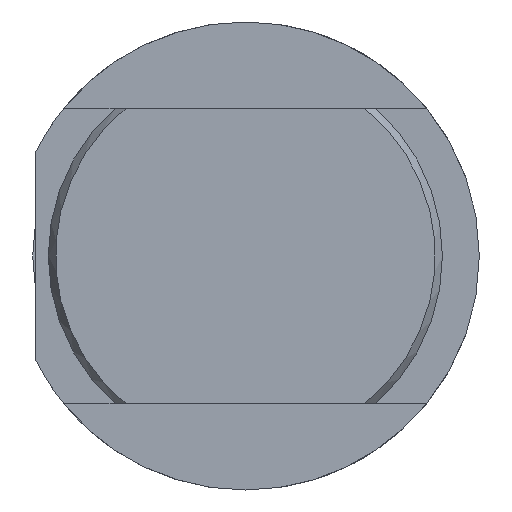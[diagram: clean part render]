
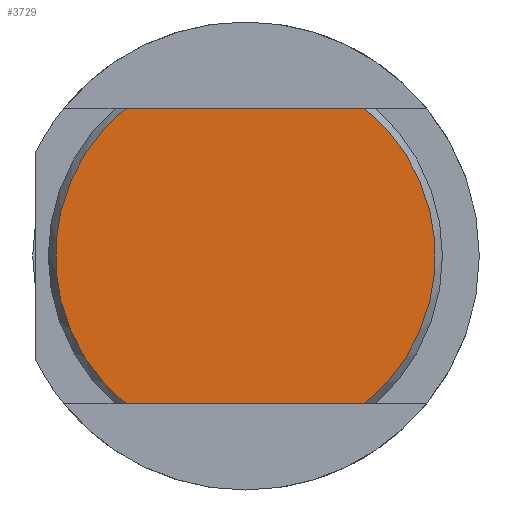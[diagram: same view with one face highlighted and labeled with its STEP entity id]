
A CAD part, left-side view. The second image highlights one B-rep face of the part: STEP entity #3729.
In plain terms, the highlighted planar face has unit normal (-1, 0, 0).
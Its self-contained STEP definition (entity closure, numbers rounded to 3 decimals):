
#272 = ORIENTED_EDGE ( 'NONE', *, *, #945, .F. ) ;
#273 = ORIENTED_EDGE ( 'NONE', *, *, #921, .T. ) ;
#274 = ORIENTED_EDGE ( 'NONE', *, *, #946, .F. ) ;
#275 = ORIENTED_EDGE ( 'NONE', *, *, #950, .T. ) ;
#921 = EDGE_CURVE ( 'NONE', #3449, #3443, #2296, .T. ) ;
#945 = EDGE_CURVE ( 'NONE', #3475, #3443, #2302, .T. ) ;
#946 = EDGE_CURVE ( 'NONE', #3449, #3551, #2285, .T. ) ;
#950 = EDGE_CURVE ( 'NONE', #3475, #3551, #2280, .T. ) ;
#1073 = AXIS2_PLACEMENT_3D ( 'NONE', #3037, #3320, #3321 ) ;
#1086 = AXIS2_PLACEMENT_3D ( 'NONE', #1302, #1307, #1308 ) ;
#1200 = AXIS2_PLACEMENT_3D ( 'NONE', #1919, #1922, #1923 ) ;
#1291 = CARTESIAN_POINT ( 'NONE',  ( 0., 7.365, -6. ) ) ;
#1292 = DIRECTION ( 'NONE',  ( 0., 1., 0. ) ) ;
#1293 = CARTESIAN_POINT ( 'NONE',  ( 0., 7.365, 6. ) ) ;
#1294 = DIRECTION ( 'NONE',  ( 0., -1., 0. ) ) ;
#1302 = CARTESIAN_POINT ( 'NONE',  ( 0., 0., 0. ) ) ;
#1307 = DIRECTION ( 'NONE',  ( -1., 0., 0. ) ) ;
#1308 = DIRECTION ( 'NONE',  ( 0., 0., -1. ) ) ;
#1356 = CARTESIAN_POINT ( 'NONE',  ( 0., 4.844, -6. ) ) ;
#1361 = CARTESIAN_POINT ( 'NONE',  ( 0., 4.844, 6. ) ) ;
#1388 = CARTESIAN_POINT ( 'NONE',  ( 0., -4.844, -6. ) ) ;
#1468 = CARTESIAN_POINT ( 'NONE',  ( 0., -4.844, 6. ) ) ;
#1919 = CARTESIAN_POINT ( 'NONE',  ( 0., 0., 0. ) ) ;
#1920 = PLANE ( 'NONE',  #1200 ) ;
#1922 = DIRECTION ( 'NONE',  ( 1., 0., 0. ) ) ;
#1923 = DIRECTION ( 'NONE',  ( 0., 0., -1. ) ) ;
#2197 = FACE_OUTER_BOUND ( 'NONE', #2560, .T. ) ;
#2280 = CIRCLE ( 'NONE', #1086, 7.711 ) ;
#2285 = LINE ( 'NONE', #1293, #2403 ) ;
#2296 = CIRCLE ( 'NONE', #1073, 7.711 ) ;
#2302 = LINE ( 'NONE', #1291, #2367 ) ;
#2367 = VECTOR ( 'NONE', #1292, 1000. ) ;
#2403 = VECTOR ( 'NONE', #1294, 1000. ) ;
#2560 = EDGE_LOOP ( 'NONE', ( #275, #274, #273, #272 ) ) ;
#3037 = CARTESIAN_POINT ( 'NONE',  ( 0., 0., 0. ) ) ;
#3320 = DIRECTION ( 'NONE',  ( -1., 0., 0. ) ) ;
#3321 = DIRECTION ( 'NONE',  ( 0., 0., -1. ) ) ;
#3443 = VERTEX_POINT ( 'NONE', #1356 ) ;
#3449 = VERTEX_POINT ( 'NONE', #1361 ) ;
#3475 = VERTEX_POINT ( 'NONE', #1388 ) ;
#3551 = VERTEX_POINT ( 'NONE', #1468 ) ;
#3729 = ADVANCED_FACE ( 'NONE', ( #2197 ), #1920, .F. ) ;
